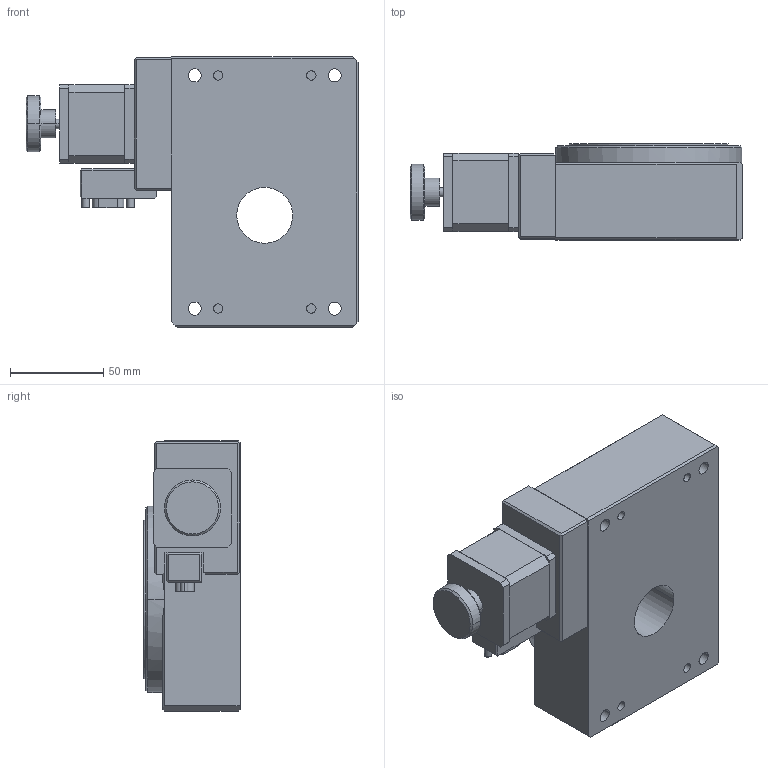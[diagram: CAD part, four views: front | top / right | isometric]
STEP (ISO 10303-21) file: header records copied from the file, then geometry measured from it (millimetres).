
FILE_DESCRIPTION (( 'STEP AP214' ), '1' );
FILE_NAME ('FMSR100H.STEP', '2022-12-06T14:09:19', ( '' ), ( '' ), 'SwSTEP 2.0', 'SolidWorks 2017', '' );
FILE_SCHEMA (( 'AUTOMOTIVE_DESIGN' ));
Length unit declared in the file: millimetre
Products named in the file (1): FMSR100H
Bounding box: 178 x 51.5 x 145 mm (x, y, z)
Volume: 762263.3 mm3; surface area: 96732.1 mm2
Topology: 6 solids, 6 shells, 284 faces, 654 edges, 426 vertices
Faces by surface type: plane 153, cylinder 125, cone 6
Entity records: 11404 total; most frequent: CARTESIAN_POINT 1480, DIRECTION 1469, ORIENTED_EDGE 1306, EDGE_CURVE 653, AXIS2_PLACEMENT_3D 541, VERTEX_POINT 426, LINE 387, VECTOR 387
